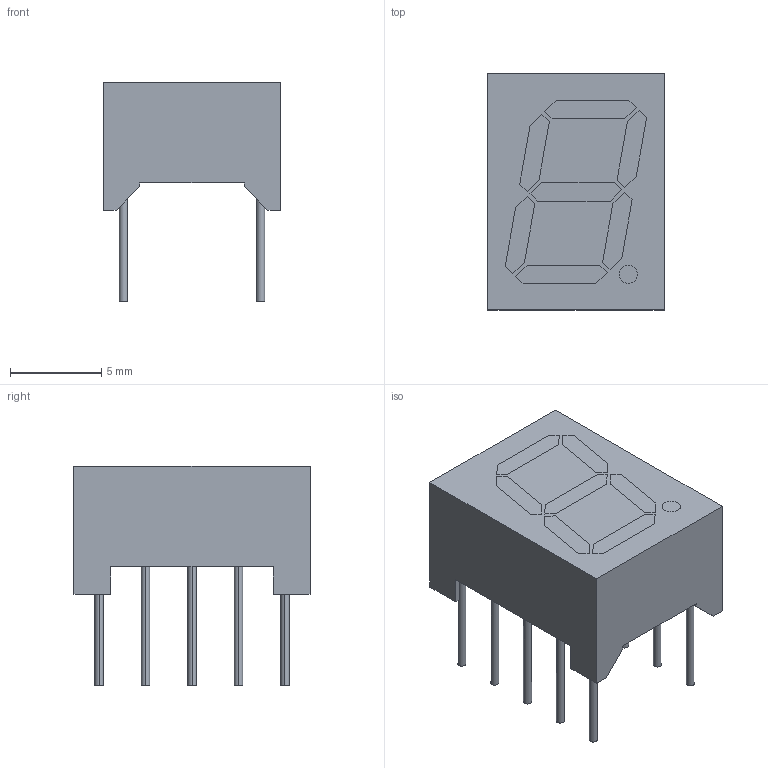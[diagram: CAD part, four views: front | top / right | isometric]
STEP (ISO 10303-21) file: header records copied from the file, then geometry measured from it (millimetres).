
FILE_DESCRIPTION (( 'STEP AP214' ), '1' );
FILE_NAME ('FYS-3912.stp', '2014-03-13T14:04:43', ( '' ), ( '' ), 'SwSTEP 2.0', 'SolidWorks 2014', '' );
FILE_SCHEMA (( 'AUTOMOTIVE_DESIGN' ));
Length unit declared in the file: inch
Products named in the file (8): 雞碭噊-11; Ïëàòà-1; Ñåãìåíò-11; LED-11; FYS-3912
Assembly tree (4 placements, depth 3):
  Ñåãìåíò-11
  LED-11
  雞碭噊-11
  FYS-3912
    Ïëàòà-1
      Ñåãìåíò-11
      LED-11
      雞碭噊-11
Bounding box: 9.7 x 12.9 x 12 mm (x, y, z)
Volume: 681.6 mm3; surface area: 850.3 mm2
Topology: 19 solids, 19 shells, 214 faces, 474 edges, 316 vertices
Faces by surface type: plane 170, cylinder 44
Entity records: 6281 total; most frequent: CARTESIAN_POINT 1013, DIRECTION 1008, ORIENTED_EDGE 948, EDGE_CURVE 474, LINE 386, VECTOR 386, VERTEX_POINT 316, AXIS2_PLACEMENT_3D 311
